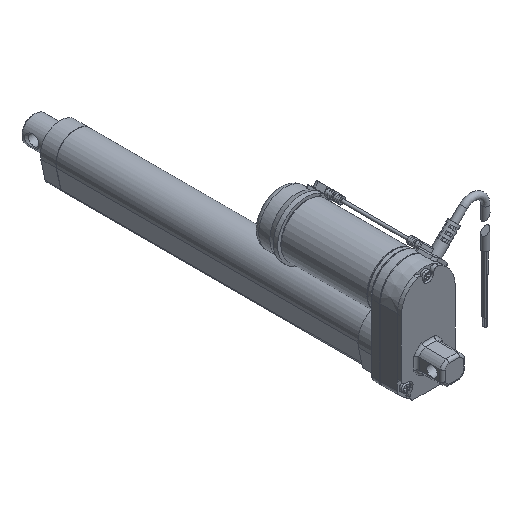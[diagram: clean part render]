
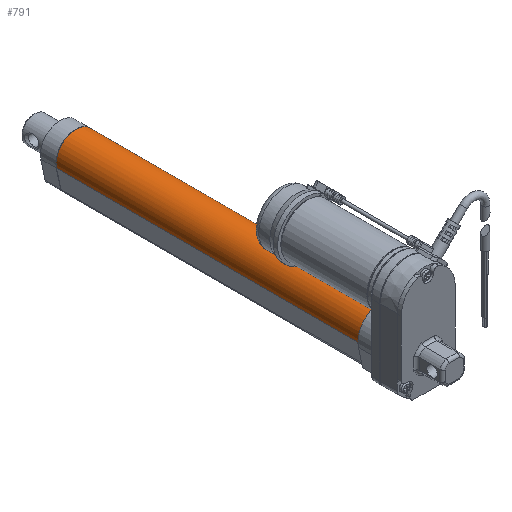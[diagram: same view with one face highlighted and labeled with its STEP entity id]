
A CAD part, isometric view. The second image highlights one B-rep face of the part: STEP entity #791.
In plain terms, the highlighted cylindrical face has radius 15.25 mm (diameter 30.5 mm), a partial arc.
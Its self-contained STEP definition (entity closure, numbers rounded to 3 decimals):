
#791 = ADVANCED_FACE( '', ( #1858, #1859 ), #1860, .T. );
#1858 = FACE_BOUND( '', #3270, .T. );
#1859 = FACE_OUTER_BOUND( '', #3271, .T. );
#1860 = CYLINDRICAL_SURFACE( '', #3272, 15.25 );
#3270 = EDGE_LOOP( '', ( #5428, #5429, #5430, #5431 ) );
#3271 = EDGE_LOOP( '', ( #5432, #5433, #5434, #5435, #5436, #5437, #5438, #5439 ) );
#3272 = AXIS2_PLACEMENT_3D( '', #5440, #5441, #5442 );
#5428 = ORIENTED_EDGE( '', *, *, #8619, .T. );
#5429 = ORIENTED_EDGE( '', *, *, #8620, .T. );
#5430 = ORIENTED_EDGE( '', *, *, #8621, .T. );
#5431 = ORIENTED_EDGE( '', *, *, #8622, .T. );
#5432 = ORIENTED_EDGE( '', *, *, #8344, .T. );
#5433 = ORIENTED_EDGE( '', *, *, #8623, .F. );
#5434 = ORIENTED_EDGE( '', *, *, #8624, .T. );
#5435 = ORIENTED_EDGE( '', *, *, #8625, .F. );
#5436 = ORIENTED_EDGE( '', *, *, #8269, .F. );
#5437 = ORIENTED_EDGE( '', *, *, #8626, .T. );
#5438 = ORIENTED_EDGE( '', *, *, #8289, .T. );
#5439 = ORIENTED_EDGE( '', *, *, #8627, .T. );
#5440 = CARTESIAN_POINT( '', ( 0., 296., 0. ) );
#5441 = DIRECTION( '', ( 0., 1., 0. ) );
#5442 = DIRECTION( '', ( 0., 0., -1. ) );
#8269 = EDGE_CURVE( '', #9948, #9950, #9951, .T. );
#8289 = EDGE_CURVE( '', #9976, #9984, #9986, .T. );
#8344 = EDGE_CURVE( '', #10083, #10081, #10084, .T. );
#8619 = EDGE_CURVE( '', #10516, #10517, #10518, .T. );
#8620 = EDGE_CURVE( '', #10517, #10519, #10520, .T. );
#8621 = EDGE_CURVE( '', #10519, #10521, #10522, .F. );
#8622 = EDGE_CURVE( '', #10521, #10516, #10523, .T. );
#8623 = EDGE_CURVE( '', #10524, #10081, #10525, .T. );
#8624 = EDGE_CURVE( '', #10524, #10526, #10527, .T. );
#8625 = EDGE_CURVE( '', #9950, #10526, #10528, .T. );
#8626 = EDGE_CURVE( '', #9948, #9976, #10529, .T. );
#8627 = EDGE_CURVE( '', #9984, #10083, #10530, .T. );
#9948 = VERTEX_POINT( '', #12394 );
#9950 = VERTEX_POINT( '', #12397 );
#9951 = CIRCLE( '', #12398, 15.25 );
#9976 = VERTEX_POINT( '', #12432 );
#9984 = VERTEX_POINT( '', #12443 );
#9986 = CIRCLE( '', #12446, 15.25 );
#10081 = VERTEX_POINT( '', #12567 );
#10083 = VERTEX_POINT( '', #12570 );
#10084 = CIRCLE( '', #12571, 15.25 );
#10516 = VERTEX_POINT( '', #13301 );
#10517 = VERTEX_POINT( '', #13302 );
#10518 = LINE( '', #13303, #13304 );
#10519 = VERTEX_POINT( '', #13305 );
#10520 = CIRCLE( '', #13306, 15.25 );
#10521 = VERTEX_POINT( '', #13307 );
#10522 = LINE( '', #13308, #13309 );
#10523 = B_SPLINE_CURVE_WITH_KNOTS( '', 3, ( #13310, #13311, #13312, #13313, #13314, #13315, #13316, #13317, #13318, #13319, #13320, #13321, #13322, #13323 ), .UNSPECIFIED., .F., .F., ( 4, 2, 2, 2, 2, 2, 4 ), ( 0., 0.001, 0.002, 0.002, 0.003, 0.003, 0.004 ), .UNSPECIFIED. );
#10524 = VERTEX_POINT( '', #13324 );
#10525 = LINE( '', #13325, #13326 );
#10526 = VERTEX_POINT( '', #13327 );
#10527 = CIRCLE( '', #13328, 15.25 );
#10528 = LINE( '', #13329, #13330 );
#10529 = LINE( '', #13331, #13332 );
#10530 = LINE( '', #13333, #13334 );
#12394 = CARTESIAN_POINT( '', ( -14.917, 283.9, -3.169 ) );
#12397 = CARTESIAN_POINT( '', ( 14.917, 283.9, -3.169 ) );
#12398 = AXIS2_PLACEMENT_3D( '', #15357, #15358, #15359 );
#12432 = CARTESIAN_POINT( '', ( -14.917, 48.25, -3.169 ) );
#12443 = CARTESIAN_POINT( '', ( -5.3, 48.25, 14.299 ) );
#12446 = AXIS2_PLACEMENT_3D( '', #15382, #15383, #15384 );
#12567 = CARTESIAN_POINT( '', ( 5.3, 34.5, 14.299 ) );
#12570 = CARTESIAN_POINT( '', ( -5.3, 34.5, 14.299 ) );
#12571 = AXIS2_PLACEMENT_3D( '', #15469, #15470, #15471 );
#13301 = CARTESIAN_POINT( '', ( 2.118, 109.5, 15.102 ) );
#13302 = CARTESIAN_POINT( '', ( 2.118, 106.2, 15.102 ) );
#13303 = CARTESIAN_POINT( '', ( 2.118, 107.85, 15.102 ) );
#13304 = VECTOR( '', #15789, 1000. );
#13305 = CARTESIAN_POINT( '', ( -2.118, 106.2, 15.102 ) );
#13306 = AXIS2_PLACEMENT_3D( '', #15790, #15791, #15792 );
#13307 = CARTESIAN_POINT( '', ( -2.118, 109.5, 15.102 ) );
#13308 = CARTESIAN_POINT( '', ( -2.118, 107.85, 15.102 ) );
#13309 = VECTOR( '', #15793, 1000. );
#13310 = CARTESIAN_POINT( '', ( -2.118, 109.5, 15.102 ) );
#13311 = CARTESIAN_POINT( '', ( -1.799, 109.696, 15.147 ) );
#13312 = CARTESIAN_POINT( '', ( -1.464, 109.859, 15.184 ) );
#13313 = CARTESIAN_POINT( '', ( -0.929, 110.031, 15.223 ) );
#13314 = CARTESIAN_POINT( '', ( -0.744, 110.076, 15.233 ) );
#13315 = CARTESIAN_POINT( '', ( -0.376, 110.136, 15.246 ) );
#13316 = CARTESIAN_POINT( '', ( -0.191, 110.151, 15.25 ) );
#13317 = CARTESIAN_POINT( '', ( 0.181, 110.152, 15.25 ) );
#13318 = CARTESIAN_POINT( '', ( 0.37, 110.137, 15.247 ) );
#13319 = CARTESIAN_POINT( '', ( 0.742, 110.077, 15.233 ) );
#13320 = CARTESIAN_POINT( '', ( 0.923, 110.032, 15.223 ) );
#13321 = CARTESIAN_POINT( '', ( 1.457, 109.861, 15.184 ) );
#13322 = CARTESIAN_POINT( '', ( 1.798, 109.697, 15.147 ) );
#13323 = CARTESIAN_POINT( '', ( 2.118, 109.5, 15.102 ) );
#13324 = CARTESIAN_POINT( '', ( 5.3, 48.25, 14.299 ) );
#13325 = CARTESIAN_POINT( '', ( 5.3, 48.25, 14.299 ) );
#13326 = VECTOR( '', #15794, 1000. );
#13327 = CARTESIAN_POINT( '', ( 14.917, 48.25, -3.169 ) );
#13328 = AXIS2_PLACEMENT_3D( '', #15795, #15796, #15797 );
#13329 = CARTESIAN_POINT( '', ( 14.917, 296., -3.169 ) );
#13330 = VECTOR( '', #15798, 1000. );
#13331 = CARTESIAN_POINT( '', ( -14.917, 296., -3.169 ) );
#13332 = VECTOR( '', #15799, 1000. );
#13333 = CARTESIAN_POINT( '', ( -5.3, 48.25, 14.299 ) );
#13334 = VECTOR( '', #15800, 1000. );
#15357 = CARTESIAN_POINT( '', ( 0., 283.9, 0. ) );
#15358 = DIRECTION( '', ( 0., 1., 0. ) );
#15359 = DIRECTION( '', ( 0., 0., -1. ) );
#15382 = CARTESIAN_POINT( '', ( 0., 48.25, 0. ) );
#15383 = DIRECTION( '', ( 0., 1., 0. ) );
#15384 = DIRECTION( '', ( 1., 0., 0. ) );
#15469 = CARTESIAN_POINT( '', ( 0., 34.5, 0. ) );
#15470 = DIRECTION( '', ( 0., 1., 0. ) );
#15471 = DIRECTION( '', ( 0., 0., -1. ) );
#15789 = DIRECTION( '', ( 0., -1., 0. ) );
#15790 = CARTESIAN_POINT( '', ( 0., 106.2, 0. ) );
#15791 = DIRECTION( '', ( 0., -1., 0. ) );
#15792 = DIRECTION( '', ( 0., 0., -1. ) );
#15793 = DIRECTION( '', ( 0., -1., 0. ) );
#15794 = DIRECTION( '', ( 0., -1., 0. ) );
#15795 = CARTESIAN_POINT( '', ( 0., 48.25, 0. ) );
#15796 = DIRECTION( '', ( 0., 1., 0. ) );
#15797 = DIRECTION( '', ( -1., 0., 0. ) );
#15798 = DIRECTION( '', ( 0., -1., 0. ) );
#15799 = DIRECTION( '', ( 0., -1., 0. ) );
#15800 = DIRECTION( '', ( 0., -1., 0. ) );
